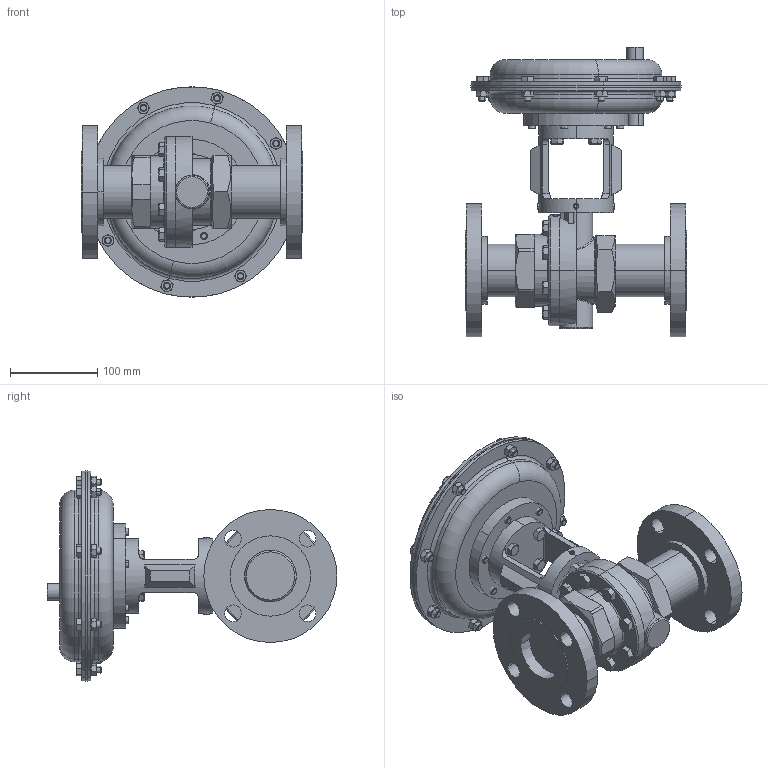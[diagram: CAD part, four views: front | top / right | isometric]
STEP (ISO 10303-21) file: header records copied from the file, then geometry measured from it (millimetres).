
FILE_DESCRIPTION (( 'STEP AP203' ), '1' );
FILE_NAME ('70-200-DI+BR-F5-35M.STEP', '2017-08-31T18:48:10', ( '' ), ( '' ), 'SwSTEP 2.0', 'SolidWorks 2014', '' );
FILE_SCHEMA (( 'CONFIG_CONTROL_DESIGN' ));
Products named in the file (1): 70-200-DI+BR-F5-35M
Bounding box: 254 x 332.02 x 240.92 mm (x, y, z)
Volume: 4736436.9 mm3; surface area: 645836.8 mm2
Topology: 51 solids, 51 shells, 1023 faces, 2254 edges, 1372 vertices
Faces by surface type: plane 449, cone 351, cylinder 152, bspline 51, torus 20
Entity records: 42722 total; most frequent: CARTESIAN_POINT 21188, ORIENTED_EDGE 4492, DIRECTION 4228, EDGE_CURVE 2246, AXIS2_PLACEMENT_3D 1676, VERTEX_POINT 1372, EDGE_LOOP 1092, ADVANCED_FACE 1023
